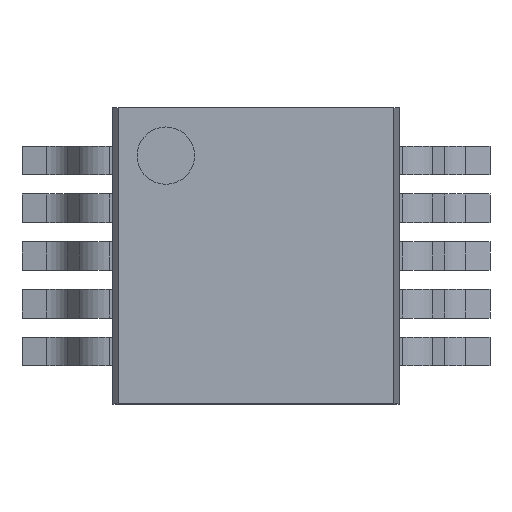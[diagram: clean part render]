
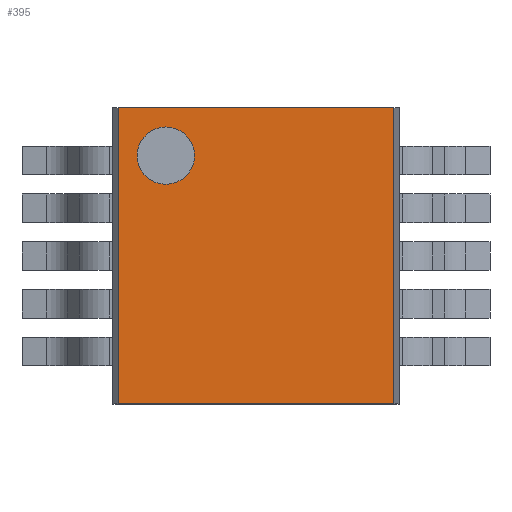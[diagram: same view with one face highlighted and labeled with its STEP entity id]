
A CAD part, top view. The second image highlights one B-rep face of the part: STEP entity #395.
In plain terms, the highlighted planar face has unit normal (0, 0, 1).
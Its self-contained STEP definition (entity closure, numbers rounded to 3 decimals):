
#70=CARTESIAN_POINT('',(-1.244,1.05,1.1));
#71=VERTEX_POINT('',#70);
#80=CARTESIAN_POINT('',(-0.644,1.05,1.1));
#81=VERTEX_POINT('',#80);
#82=CARTESIAN_POINT('',(-0.944,1.05,1.1));
#83=DIRECTION('',(0.0,0.0,-1.0));
#84=DIRECTION('',(-1.0,0.0,0.0));
#85=AXIS2_PLACEMENT_3D('',#82,#83,#84);
#86=CIRCLE('',#85,0.3);
#87=EDGE_CURVE('',#81,#71,#86,.T.);
#121=CARTESIAN_POINT('',(-0.944,1.05,1.1));
#122=DIRECTION('',(0.0,0.0,-1.0));
#123=DIRECTION('',(-1.0,0.0,0.0));
#124=AXIS2_PLACEMENT_3D('',#121,#122,#123);
#125=CIRCLE('',#124,0.3);
#126=EDGE_CURVE('',#71,#81,#125,.T.);
#201=CARTESIAN_POINT('',(1.444,-1.55,1.1));
#202=VERTEX_POINT('',#201);
#209=CARTESIAN_POINT('',(-1.444,-1.55,1.1));
#210=VERTEX_POINT('',#209);
#211=CARTESIAN_POINT('',(-1.444,-1.55,1.1));
#212=DIRECTION('',(1.0,0.0,0.0));
#213=VECTOR('',#212,2.889);
#214=LINE('',#211,#213);
#215=EDGE_CURVE('',#210,#202,#214,.T.);
#285=CARTESIAN_POINT('',(-1.444,1.55,1.1));
#286=VERTEX_POINT('',#285);
#293=CARTESIAN_POINT('',(1.444,1.55,1.1));
#294=VERTEX_POINT('',#293);
#295=CARTESIAN_POINT('',(1.444,1.55,1.1));
#296=DIRECTION('',(-1.0,0.0,0.0));
#297=VECTOR('',#296,2.889);
#298=LINE('',#295,#297);
#299=EDGE_CURVE('',#294,#286,#298,.T.);
#364=CARTESIAN_POINT('',(1.444,-1.55,1.1));
#365=DIRECTION('',(0.0,1.0,0.0));
#366=VECTOR('',#365,3.1);
#367=LINE('',#364,#366);
#368=EDGE_CURVE('',#202,#294,#367,.T.);
#375=CARTESIAN_POINT('',(-1.589,-1.705,1.1));
#376=DIRECTION('',(0.0,0.0,1.0));
#377=DIRECTION('',(1.0,0.0,0.0));
#378=AXIS2_PLACEMENT_3D('',#375,#376,#377);
#379=PLANE('',#378);
#380=ORIENTED_EDGE('',*,*,#299,.T.);
#381=CARTESIAN_POINT('',(-1.444,-1.55,1.1));
#382=DIRECTION('',(0.0,1.0,0.0));
#383=VECTOR('',#382,3.1);
#384=LINE('',#381,#383);
#385=EDGE_CURVE('',#210,#286,#384,.T.);
#386=ORIENTED_EDGE('',*,*,#385,.F.);
#387=ORIENTED_EDGE('',*,*,#215,.T.);
#388=ORIENTED_EDGE('',*,*,#368,.T.);
#389=EDGE_LOOP('',(#380,#386,#387,#388));
#390=FACE_OUTER_BOUND('',#389,.T.);
#391=ORIENTED_EDGE('',*,*,#87,.T.);
#392=ORIENTED_EDGE('',*,*,#126,.T.);
#393=EDGE_LOOP('',(#391,#392));
#394=FACE_BOUND('',#393,.T.);
#395=ADVANCED_FACE('',(#390,#394),#379,.T.);
